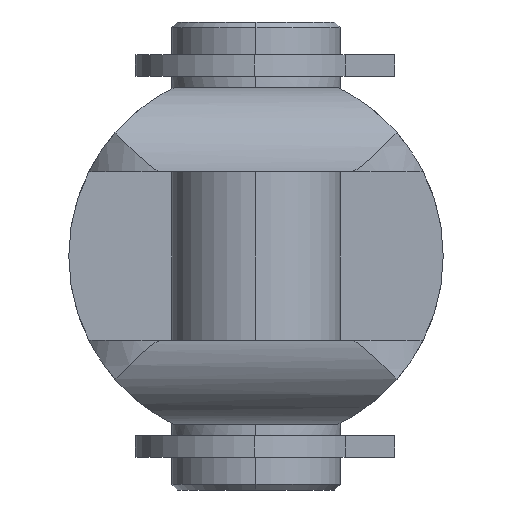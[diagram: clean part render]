
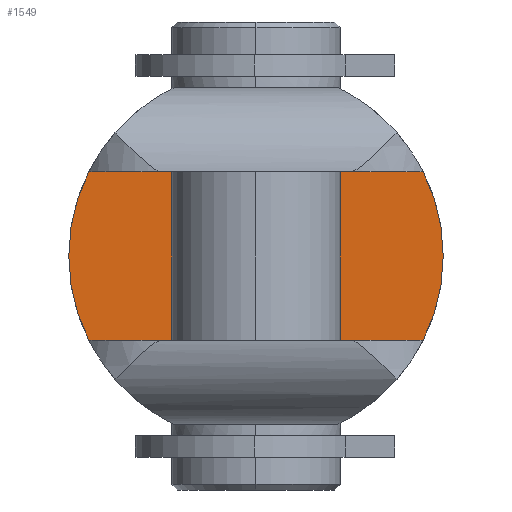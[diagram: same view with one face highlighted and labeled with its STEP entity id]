
A CAD part, left-side view. The second image highlights one B-rep face of the part: STEP entity #1549.
In plain terms, the highlighted planar face has unit normal (-1, 0, 0).
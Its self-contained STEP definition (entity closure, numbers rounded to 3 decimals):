
#31 = ORIENTED_EDGE ( 'NONE', *, *, #2082, .F. ) ;
#53 = VERTEX_POINT ( 'NONE', #194 ) ;
#100 = EDGE_CURVE ( 'NONE', #53, #113, #169, .T. ) ;
#113 = VERTEX_POINT ( 'NONE', #1928 ) ;
#169 = LINE ( 'NONE', #628, #1921 ) ;
#184 = AXIS2_PLACEMENT_3D ( 'NONE', #829, #1791, #666 ) ;
#194 = CARTESIAN_POINT ( 'NONE',  ( -24., -8.93, -4.5 ) ) ;
#335 = DIRECTION ( 'NONE',  ( 0., 1., 0. ) ) ;
#398 = DIRECTION ( 'NONE',  ( 0., 0., -1. ) ) ;
#453 = CARTESIAN_POINT ( 'NONE',  ( -24., 0., 0. ) ) ;
#460 = DIRECTION ( 'NONE',  ( 0., 1., 0. ) ) ;
#486 = EDGE_CURVE ( 'NONE', #113, #1590, #919, .T. ) ;
#513 = VECTOR ( 'NONE', #335, 1000. ) ;
#543 = ORIENTED_EDGE ( 'NONE', *, *, #646, .T. ) ;
#613 = DIRECTION ( 'NONE',  ( 0., 0., -1. ) ) ;
#628 = CARTESIAN_POINT ( 'NONE',  ( -24., -10., -4.5 ) ) ;
#646 = EDGE_CURVE ( 'NONE', #1630, #1590, #1845, .T. ) ;
#666 = DIRECTION ( 'NONE',  ( 0., 0., -1. ) ) ;
#716 = CARTESIAN_POINT ( 'NONE',  ( -24., -10., 4.5 ) ) ;
#726 = ORIENTED_EDGE ( 'NONE', *, *, #100, .F. ) ;
#829 = CARTESIAN_POINT ( 'NONE',  ( -24., 0., 0. ) ) ;
#888 = CARTESIAN_POINT ( 'NONE',  ( -24., 8.93, 4.5 ) ) ;
#919 = CIRCLE ( 'NONE', #184, 10. ) ;
#980 = AXIS2_PLACEMENT_3D ( 'NONE', #453, #1571, #613 ) ;
#1107 = CARTESIAN_POINT ( 'NONE',  ( -24., -10., 4.5 ) ) ;
#1172 = CIRCLE ( 'NONE', #980, 10. ) ;
#1272 = ORIENTED_EDGE ( 'NONE', *, *, #486, .F. ) ;
#1356 = DIRECTION ( 'NONE',  ( 1., 0., 0. ) ) ;
#1377 = AXIS2_PLACEMENT_3D ( 'NONE', #716, #1356, #398 ) ;
#1519 = CARTESIAN_POINT ( 'NONE',  ( -24., -8.93, 4.5 ) ) ;
#1549 = ADVANCED_FACE ( 'NONE', ( #1958 ), #1999, .F. ) ;
#1571 = DIRECTION ( 'NONE',  ( 1., 0., 0. ) ) ;
#1590 = VERTEX_POINT ( 'NONE', #888 ) ;
#1630 = VERTEX_POINT ( 'NONE', #1519 ) ;
#1791 = DIRECTION ( 'NONE',  ( 1., 0., 0. ) ) ;
#1845 = LINE ( 'NONE', #1107, #513 ) ;
#1921 = VECTOR ( 'NONE', #460, 1000. ) ;
#1928 = CARTESIAN_POINT ( 'NONE',  ( -24., 8.93, -4.5 ) ) ;
#1958 = FACE_OUTER_BOUND ( 'NONE', #1964, .T. ) ;
#1964 = EDGE_LOOP ( 'NONE', ( #726, #31, #543, #1272 ) ) ;
#1999 = PLANE ( 'NONE',  #1377 ) ;
#2082 = EDGE_CURVE ( 'NONE', #1630, #53, #1172, .T. ) ;
